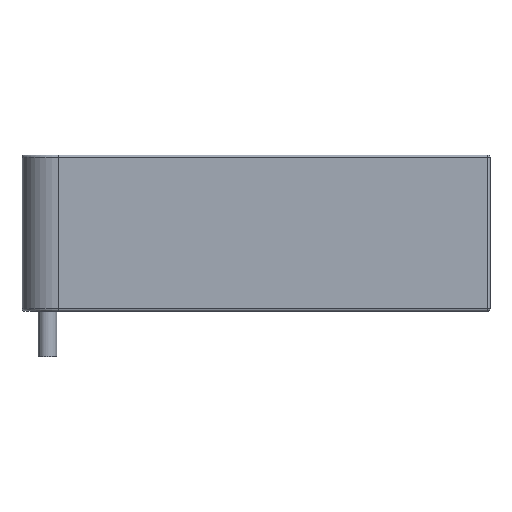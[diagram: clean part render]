
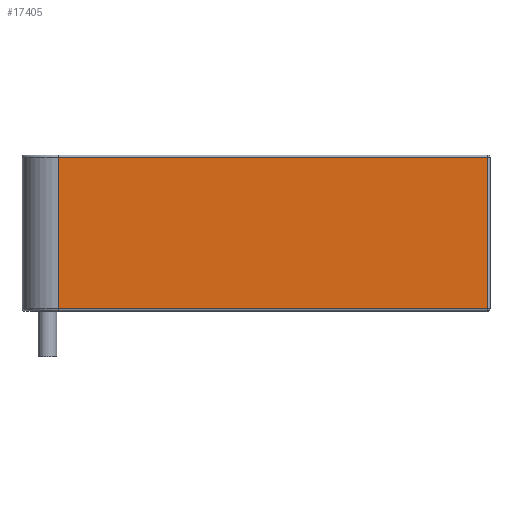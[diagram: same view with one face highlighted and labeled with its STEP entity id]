
A CAD part, front view. The second image highlights one B-rep face of the part: STEP entity #17405.
In plain terms, the highlighted planar face has unit normal (0, -1, 0).
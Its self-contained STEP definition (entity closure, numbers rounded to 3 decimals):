
#2099=PLANE('',#18407);
#2660=FACE_OUTER_BOUND('',#3655,.T.);
#3655=EDGE_LOOP('',(#12951,#12952,#12953,#12954));
#5009=LINE('',#25526,#6751);
#5010=LINE('',#25528,#6752);
#5011=LINE('',#25530,#6753);
#5012=LINE('',#25531,#6754);
#6751=VECTOR('',#19521,1000.);
#6752=VECTOR('',#19522,1000.);
#6753=VECTOR('',#19523,1000.);
#6754=VECTOR('',#19524,1000.);
#8749=VERTEX_POINT('',#25524);
#8750=VERTEX_POINT('',#25525);
#8751=VERTEX_POINT('',#25527);
#8752=VERTEX_POINT('',#25529);
#10426=EDGE_CURVE('',#8749,#8750,#5009,.T.);
#10427=EDGE_CURVE('',#8750,#8751,#5010,.T.);
#10428=EDGE_CURVE('',#8751,#8752,#5011,.T.);
#10429=EDGE_CURVE('',#8752,#8749,#5012,.T.);
#12951=ORIENTED_EDGE('',*,*,#10426,.T.);
#12952=ORIENTED_EDGE('',*,*,#10427,.T.);
#12953=ORIENTED_EDGE('',*,*,#10428,.T.);
#12954=ORIENTED_EDGE('',*,*,#10429,.T.);
#17405=ADVANCED_FACE('',(#2660),#2099,.T.);
#18407=AXIS2_PLACEMENT_3D('',#25523,#19519,#19520);
#19519=DIRECTION('center_axis',(0.,-1.,0.));
#19520=DIRECTION('ref_axis',(0.,0.,-1.));
#19521=DIRECTION('',(0.,0.,-1.));
#19522=DIRECTION('',(1.,0.,0.));
#19523=DIRECTION('',(0.,0.,1.));
#19524=DIRECTION('',(-1.,0.,0.));
#25523=CARTESIAN_POINT('Origin',(0.,0.,0.));
#25524=CARTESIAN_POINT('',(-43.,0.,16.5));
#25525=CARTESIAN_POINT('',(-43.,0.,-16.5));
#25526=CARTESIAN_POINT('',(-43.,0.,-17.));
#25527=CARTESIAN_POINT('',(50.5,0.,-16.5));
#25528=CARTESIAN_POINT('',(51.,0.,-16.5));
#25529=CARTESIAN_POINT('',(50.5,0.,16.5));
#25530=CARTESIAN_POINT('',(50.5,0.,17.));
#25531=CARTESIAN_POINT('',(-43.,0.,16.5));
